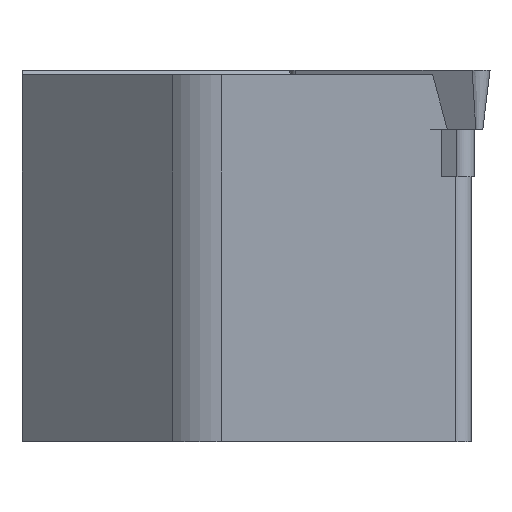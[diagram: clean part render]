
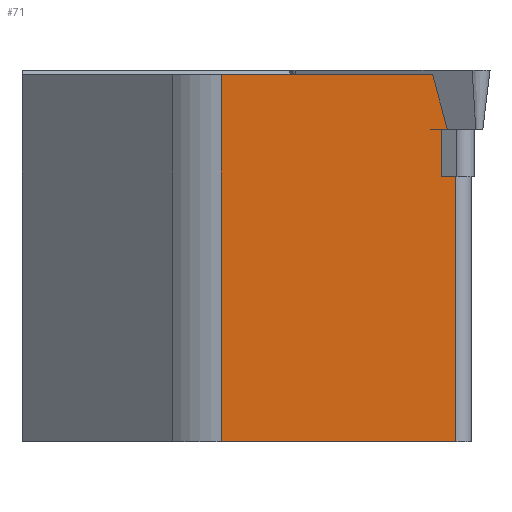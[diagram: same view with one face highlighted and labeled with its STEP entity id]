
A CAD part, left-side view. The second image highlights one B-rep face of the part: STEP entity #71.
In plain terms, the highlighted planar face has unit normal (-0.999, 0.052, 0).
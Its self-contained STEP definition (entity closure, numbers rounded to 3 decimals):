
#47=PLANE('',#596);
#71=ADVANCED_FACE('',(#105),#47,.F.);
#105=FACE_OUTER_BOUND('',#135,.T.);
#135=EDGE_LOOP('',(#182,#183,#184,#185,#186,#187,#188,#189));
#182=ORIENTED_EDGE('',*,*,#388,.F.);
#183=ORIENTED_EDGE('',*,*,#390,.T.);
#184=ORIENTED_EDGE('',*,*,#391,.F.);
#185=ORIENTED_EDGE('',*,*,#392,.T.);
#186=ORIENTED_EDGE('',*,*,#393,.T.);
#187=ORIENTED_EDGE('',*,*,#394,.F.);
#188=ORIENTED_EDGE('',*,*,#395,.T.);
#189=ORIENTED_EDGE('',*,*,#396,.F.);
#336=VERTEX_POINT('',#796);
#337=VERTEX_POINT('',#798);
#338=VERTEX_POINT('',#802);
#339=VERTEX_POINT('',#804);
#340=VERTEX_POINT('',#806);
#341=VERTEX_POINT('',#808);
#342=VERTEX_POINT('',#810);
#343=VERTEX_POINT('',#812);
#388=EDGE_CURVE('',#336,#337,#465,.T.);
#390=EDGE_CURVE('',#336,#338,#466,.T.);
#391=EDGE_CURVE('',#339,#338,#467,.T.);
#392=EDGE_CURVE('',#339,#340,#468,.T.);
#393=EDGE_CURVE('',#340,#341,#469,.T.);
#394=EDGE_CURVE('',#342,#341,#470,.T.);
#395=EDGE_CURVE('',#342,#343,#471,.T.);
#396=EDGE_CURVE('',#337,#343,#472,.T.);
#465=LINE('',#797,#529);
#466=LINE('',#801,#530);
#467=LINE('',#803,#531);
#468=LINE('',#805,#532);
#469=LINE('',#807,#533);
#470=LINE('',#809,#534);
#471=LINE('',#811,#535);
#472=LINE('',#813,#536);
#529=VECTOR('',#642,1.);
#530=VECTOR('',#647,1.);
#531=VECTOR('',#648,1.);
#532=VECTOR('',#649,1.);
#533=VECTOR('',#650,1.);
#534=VECTOR('',#651,1.);
#535=VECTOR('',#652,1.);
#536=VECTOR('',#653,1.);
#596=AXIS2_PLACEMENT_3D('',#814,#654,#655);
#642=DIRECTION('',(0.,0.,-1.));
#647=DIRECTION('',(0.052,0.999,0.));
#648=DIRECTION('',(0.,0.,-1.));
#649=DIRECTION('',(-0.052,-0.999,0.));
#650=DIRECTION('',(0.014,0.261,0.965));
#651=DIRECTION('',(-0.052,-0.999,0.));
#652=DIRECTION('',(0.,0.,-1.));
#653=DIRECTION('',(0.052,0.999,0.));
#654=DIRECTION('',(0.999,-0.052,0.));
#655=DIRECTION('',(0.052,0.999,0.));
#796=CARTESIAN_POINT('',(1.601,-29.185,-7.15));
#797=CARTESIAN_POINT('',(1.601,-29.185,-30.));
#798=CARTESIAN_POINT('',(1.601,-29.185,-25.));
#801=CARTESIAN_POINT('',(1.533,-30.498,-7.15));
#802=CARTESIAN_POINT('',(1.651,-28.244,-7.15));
#803=CARTESIAN_POINT('',(1.651,-28.244,-7.15));
#804=CARTESIAN_POINT('',(1.651,-28.244,-3.97));
#805=CARTESIAN_POINT('',(1.533,-30.498,-3.97));
#806=CARTESIAN_POINT('',(1.631,-28.629,-3.97));
#807=CARTESIAN_POINT('',(1.285,-35.218,-28.366));
#808=CARTESIAN_POINT('',(1.682,-27.638,-0.3));
#809=CARTESIAN_POINT('',(1.601,-29.185,-0.3));
#810=CARTESIAN_POINT('',(2.428,-13.417,-0.3));
#811=CARTESIAN_POINT('',(2.428,-13.417,-30.));
#812=CARTESIAN_POINT('',(2.428,-13.417,-25.));
#813=CARTESIAN_POINT('',(1.601,-29.185,-25.));
#814=CARTESIAN_POINT('',(1.601,-29.185,-30.));
